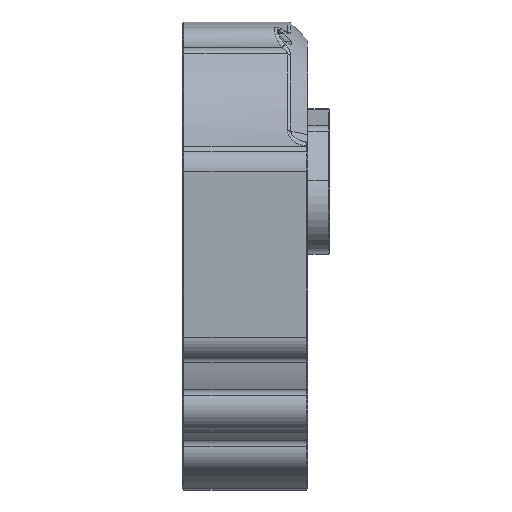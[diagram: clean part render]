
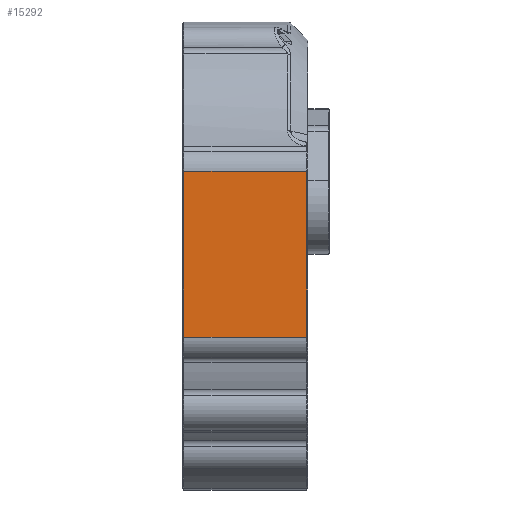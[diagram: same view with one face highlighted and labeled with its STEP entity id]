
A CAD part, top view. The second image highlights one B-rep face of the part: STEP entity #15292.
In plain terms, the highlighted planar face has unit normal (0, 0, 1).
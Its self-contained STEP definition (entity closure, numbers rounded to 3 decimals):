
#986=LINE('',#23895,#2377);
#1125=LINE('',#24361,#2516);
#1126=LINE('',#24364,#2517);
#1127=LINE('',#24365,#2518);
#2377=VECTOR('',#18638,10.);
#2516=VECTOR('',#19039,10.);
#2517=VECTOR('',#19042,10.);
#2518=VECTOR('',#19043,10.);
#3826=FACE_OUTER_BOUND('',#4735,.T.);
#4735=EDGE_LOOP('',(#11397,#11398,#11399,#11400));
#6529=VERTEX_POINT('',#23889);
#6530=VERTEX_POINT('',#23893);
#6674=VERTEX_POINT('',#24359);
#6675=VERTEX_POINT('',#24363);
#8250=EDGE_CURVE('',#6529,#6530,#986,.T.);
#8448=EDGE_CURVE('',#6674,#6529,#1125,.T.);
#8449=EDGE_CURVE('',#6675,#6674,#1126,.T.);
#8450=EDGE_CURVE('',#6675,#6530,#1127,.T.);
#11397=ORIENTED_EDGE('',*,*,#8250,.F.);
#11398=ORIENTED_EDGE('',*,*,#8448,.F.);
#11399=ORIENTED_EDGE('',*,*,#8449,.F.);
#11400=ORIENTED_EDGE('',*,*,#8450,.T.);
#14706=PLANE('',#16389);
#15292=ADVANCED_FACE('',(#3826),#14706,.T.);
#16389=AXIS2_PLACEMENT_3D('',#24362,#19040,#19041);
#18638=DIRECTION('',(0.,-1.,0.));
#19039=DIRECTION('',(1.,0.,0.));
#19040=DIRECTION('center_axis',(0.,0.,1.));
#19041=DIRECTION('ref_axis',(0.,-1.,0.));
#19042=DIRECTION('',(0.,1.,0.));
#19043=DIRECTION('',(1.,0.,0.));
#23889=CARTESIAN_POINT('',(82.5,0.,72.));
#23893=CARTESIAN_POINT('',(82.5,-73.,72.));
#23895=CARTESIAN_POINT('',(82.5,-26.45,72.));
#24359=CARTESIAN_POINT('',(28.5,0.,72.));
#24361=CARTESIAN_POINT('',(80.,0.,72.));
#24362=CARTESIAN_POINT('Origin',(80.,0.,
72.));
#24363=CARTESIAN_POINT('',(28.5,-73.,72.));
#24364=CARTESIAN_POINT('',(28.5,-54.75,72.));
#24365=CARTESIAN_POINT('',(80.,-73.,72.));
